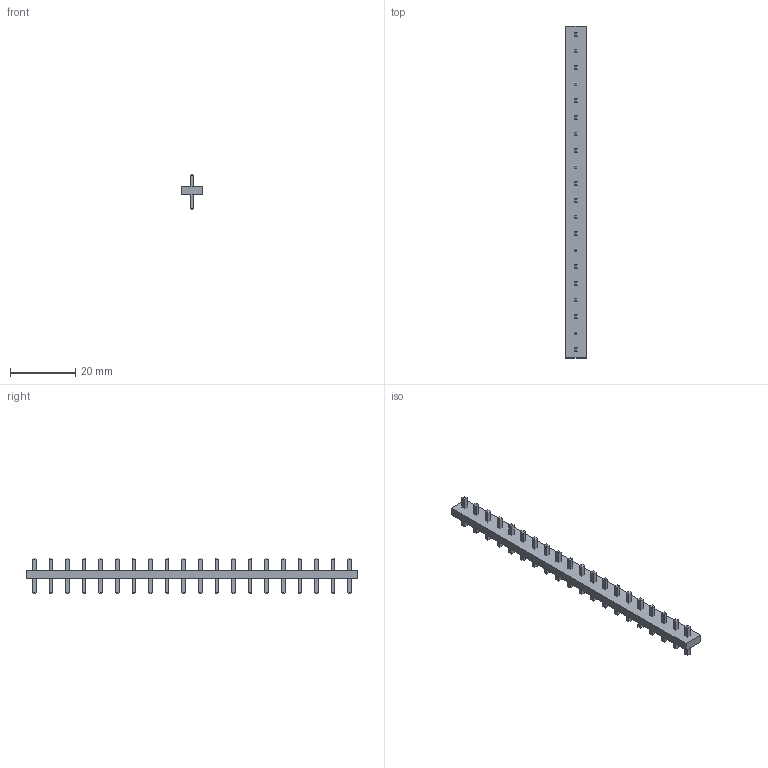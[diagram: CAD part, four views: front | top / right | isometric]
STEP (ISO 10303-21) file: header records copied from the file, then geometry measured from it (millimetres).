
FILE_DESCRIPTION(/* description */ ('model of Samtec_HPM-20-05-x-S_Straight_1x20_Pitch5.08mm'),/* implementation_level */ '2;1');
FILE_NAME(/* name */ 'Samtec_HPM-20-05-x-S_Straight_1x20_Pitch5.08mm.step',/* time_stamp */ '2023-01-04T12:14:13',/* author */ ('KiCAD','kicad'),/* organization */ ('OCCT'),/* preprocessor_version */ '',/* originating_system */ 'KiCAD',/* authorisation */ '');
FILE_SCHEMA(('AUTOMOTIVE_DESIGN { 1 0 10303 214 1 1 1 1 }'));
Length unit declared in the file: millimetre
Products named in the file (7): CQ assembly; ea522ff2-8c20-11ed-b7ac-a0cec80452fd; ea522ff2-8c20-11ed-b7ac-a0cec80452fd_part; ea523448-8c20-11ed-b7ac-a0cec80452fd; ea523448-8c20-11ed-b7ac-a0cec80452fd_part; ea52370e-8c20-11ed-b7ac-a0cec80452fd; ea52370e-8c20-11ed-b7ac-a0cec80452fd_part
Assembly tree (6 placements, depth 4):
  CQ assembly
    ea522ff2-8c20-11ed-b7ac-a0cec80452fd
      ea522ff2-8c20-11ed-b7ac-a0cec80452fd_part
      ea523448-8c20-11ed-b7ac-a0cec80452fd
        ea523448-8c20-11ed-b7ac-a0cec80452fd_part
      ea52370e-8c20-11ed-b7ac-a0cec80452fd
        ea52370e-8c20-11ed-b7ac-a0cec80452fd_part
Bounding box: 6.35 x 101.6 x 10.92 mm (x, y, z)
Volume: 1916.4 mm3; surface area: 2850.8 mm2
Topology: 21 solids, 21 shells, 286 faces, 572 edges, 328 vertices
Faces by surface type: plane 286
Entity records: 7265 total; most frequent: CARTESIAN_POINT 1193, DIRECTION 1158, ORIENTED_EDGE 1144, EDGE_CURVE 572, LINE 572, VECTOR 572, VERTEX_POINT 328, AXIS2_PLACEMENT_3D 293
